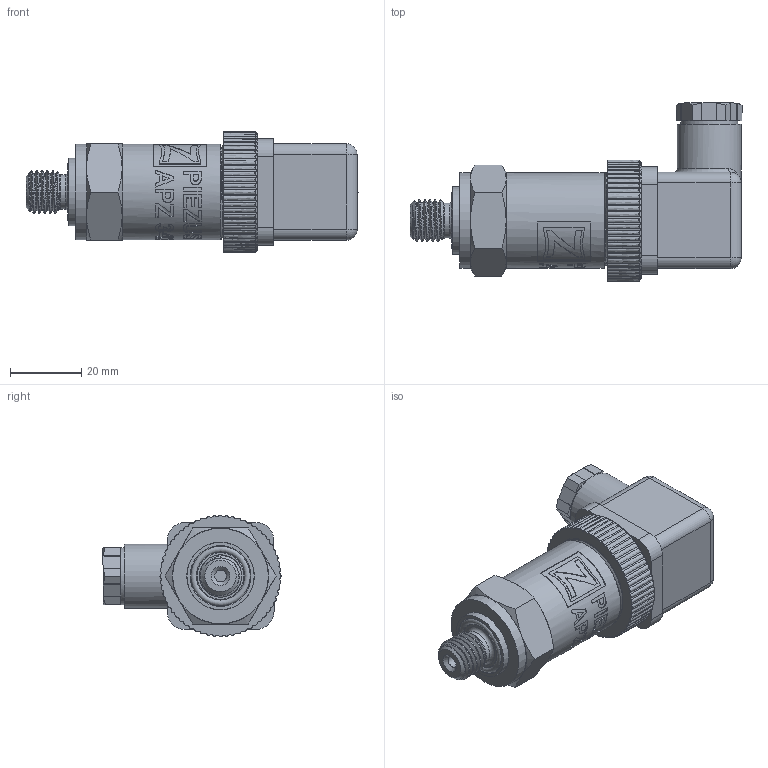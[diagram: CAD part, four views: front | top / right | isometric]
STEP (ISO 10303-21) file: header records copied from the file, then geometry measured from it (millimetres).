
FILE_DESCRIPTION(/* description */ (''),/* implementation_level */ '2;1');
FILE_NAME(/* name */ 'APZ3420_M12x1,5DIN_DIN43650A.step',/* time_stamp */ '2021-06-08T17:05:36+03:00',/* author */ (''),/* organization */ (''),/* preprocessor_version */ 'ST-DEVELOPER v18.1',/* originating_system */ 'Autodesk Translation Framework v10.9.0.1377',/* authorisation */ '');
FILE_SCHEMA (('AUTOMOTIVE_DESIGN { 1 0 10303 214 3 1 1 }'));
Products named in the file (5): (Unsaved); M12x1,5 DIN; OMAL nut M27x1.5 v8; DIN 43650A female part 28 mm high v4; DIN 43650A male Hirshmann round base v3
Assembly tree (4 placements, depth 2):
  (Unsaved)
    M12x1,5 DIN
    OMAL nut M27x1.5 v8
    DIN 43650A female part 28 mm high v4
    DIN 43650A male Hirshmann round base v3
Bounding box: 93.25 x 50.02 x 34 mm (x, y, z)
Volume: 58040.5 mm3; surface area: 19923.1 mm2
Topology: 5 solids, 5 shells, 1365 faces, 3765 edges, 2507 vertices
Faces by surface type: plane 563, bspline 547, cylinder 194, cone 32, torus 23, sphere 6
Full cylindrical faces by diameter (mm): 1.6 x4, 1.65 x4, 2 x1, 2.2 x1, 2.537 x16, 2.579 x1, 3.2 x1, 3.3 x1, 5 x1, 6 x1, 7.8 x1, 8 x1, 9.8 x1, 10 x1, 10.137 x5, 11.85 x4, 13.5 x2, 16 x1, 16.7 x2, 18 x1, 21 x1, 21.4 x2, 22 x1, 22.5 x1, 24.4 x1, 25.132 x4, 25.526 x4, 26.85 x5, 27.208 x5
Entity records: 79250 total; most frequent: CARTESIAN_POINT 47389, ORIENTED_EDGE 7526, DIRECTION 4852, EDGE_CURVE 3763, VERTEX_POINT 2507, LINE 2002, VECTOR 2002, EDGE_LOOP 1484
